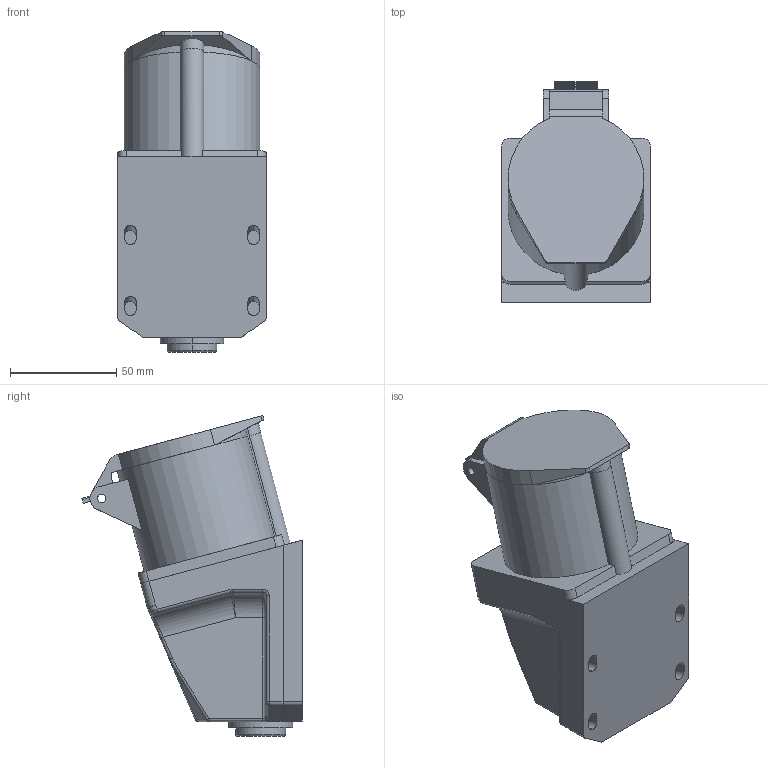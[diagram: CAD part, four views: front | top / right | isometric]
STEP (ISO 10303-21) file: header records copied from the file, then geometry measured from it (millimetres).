
FILE_DESCRIPTION (( 'STEP AP214' ), '1' );
FILE_NAME ('PSR11-032-3 Ðîçåòêà 123 ñòàöèîíàðíàÿ 2Ð+ÐÅ 32À 220Â IP44 ÈÝÊ.STEP', '2017-03-10T08:31:04', ( '' ), ( '' ), 'SwSTEP 2.0', 'SolidWorks 2014', '' );
FILE_SCHEMA (( 'AUTOMOTIVE_DESIGN' ));
Length unit declared in the file: millimetre
Products named in the file (1): PSR11-032-3 Ðîçåòêà 123 ñòàöèîíàðíàÿ 2Ð+ÐÅ 32À 220Â IP44 ÈÝÊ
Bounding box: 70 x 103.8 x 151.21 mm (x, y, z)
Volume: 250310 mm3; surface area: 114209.1 mm2
Topology: 8 solids, 8 shells, 488 faces, 1260 edges, 814 vertices
Faces by surface type: plane 257, cylinder 177, bspline 32, torus 12, cone 6, sphere 4
Entity records: 16374 total; most frequent: CARTESIAN_POINT 4404, ORIENTED_EDGE 2512, DIRECTION 2418, EDGE_CURVE 1256, AXIS2_PLACEMENT_3D 820, VERTEX_POINT 814, VECTOR 778, LINE 778
